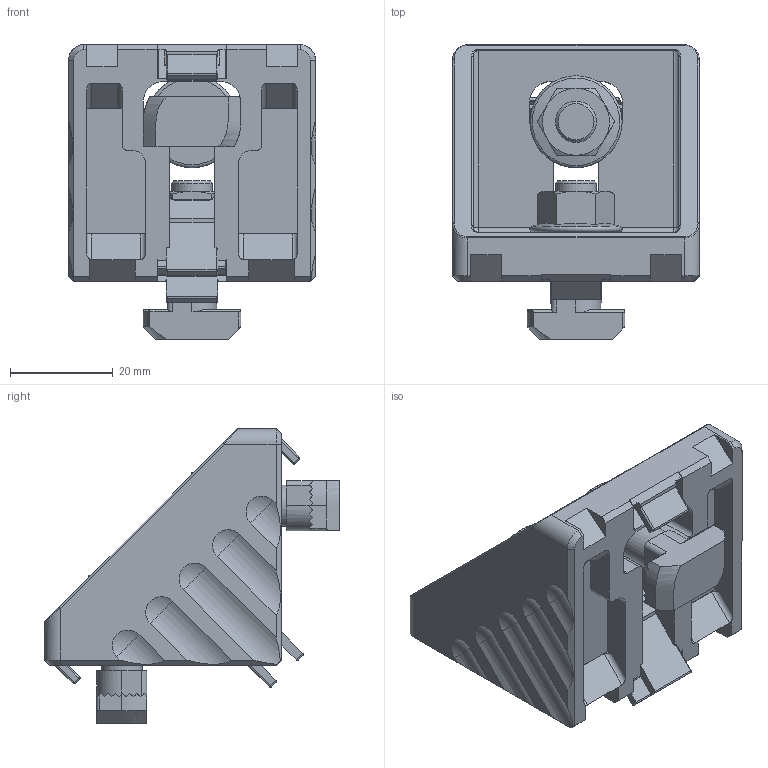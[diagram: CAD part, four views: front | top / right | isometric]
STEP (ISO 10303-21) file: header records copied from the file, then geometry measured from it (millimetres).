
FILE_DESCRIPTION(('STEP AP203'),'1');
FILE_NAME('FIXE10B1238.stp','2023-10-17T13:29:08',(' '),(' '),'Spatial InterOp 3D',' ',' ');
FILE_SCHEMA(('CONFIG_CONTROL_DESIGN'));
Length unit declared in the file: millimetre
Products named in the file (4): Kit équerre 10 50x50x50 Al brut; Ecrou rondelle M8; Vis tête marteau 10 M8x25 Ht 4.5; W105050ALSZ-1-solid1
Assembly tree (5 placements, depth 2):
  Kit équerre 10 50x50x50 Al brut
    Ecrou rondelle M8  x2
    Vis tête marteau 10 M8x25 Ht 4.5  x2
    W105050ALSZ-1-solid1
Bounding box: 48 x 57.3 x 57.3 mm (x, y, z)
Volume: 36411.5 mm3; surface area: 19390.6 mm2
Topology: 5 solids, 5 shells, 524 faces, 1418 edges, 889 vertices
Faces by surface type: plane 310, cylinder 144, revolution 30, cone 26, bspline 12, torus 2
Full cylindrical faces by diameter (mm): 6.8 x2, 8 x2
Entity records: 14597 total; most frequent: CARTESIAN_POINT 3315, ORIENTED_EDGE 2262, DIRECTION 2221, EDGE_CURVE 1131, LINE 735, VECTOR 735, AXIS2_PLACEMENT_3D 728, VERTEX_POINT 714
